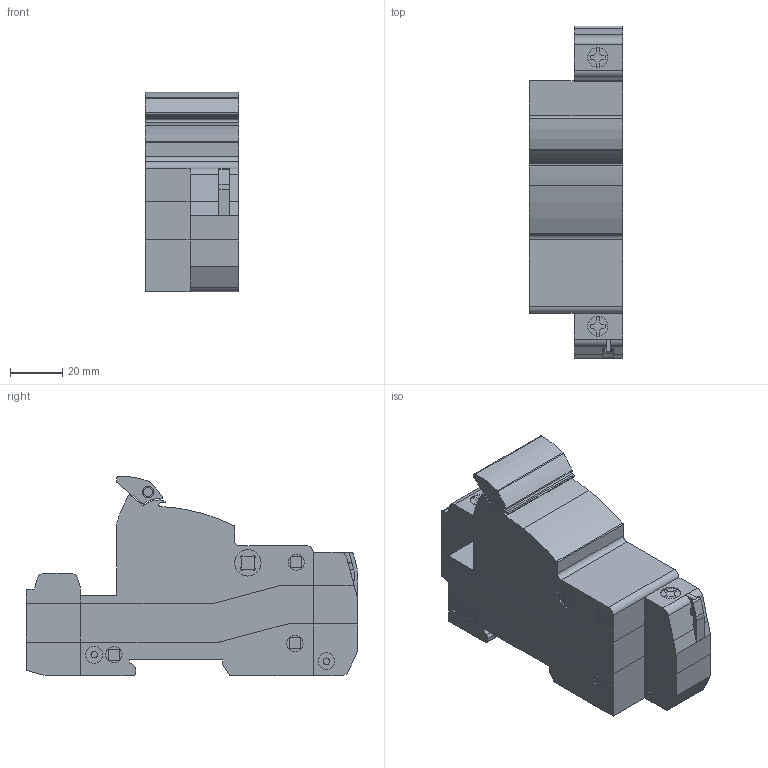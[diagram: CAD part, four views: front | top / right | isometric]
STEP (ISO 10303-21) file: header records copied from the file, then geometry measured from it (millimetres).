
FILE_DESCRIPTION((''),'2;1');
FILE_NAME('3d_FB03A1PL.stp','2012-10-03T09:01:51',(''),(''),'Mechanical Desktop 2011','Mechanical Desktop 2011',', , ');
FILE_SCHEMA(('CONFIG_CONTROL_DESIGN'));
Length unit declared in the file: millimetre
Products named in the file (1): Product
Bounding box: 35.5 x 126.5 x 75.98 mm (x, y, z)
Volume: 192667.8 mm3; surface area: 42494.4 mm2
Topology: 5 solids, 5 shells, 241 faces, 659 edges, 442 vertices
Faces by surface type: plane 160, cylinder 81
Entity records: 7760 total; most frequent: CARTESIAN_POINT 1343, DIRECTION 1335, ORIENTED_EDGE 1318, EDGE_CURVE 659, VECTOR 467, LINE 467, VERTEX_POINT 442, AXIS2_PLACEMENT_3D 434
